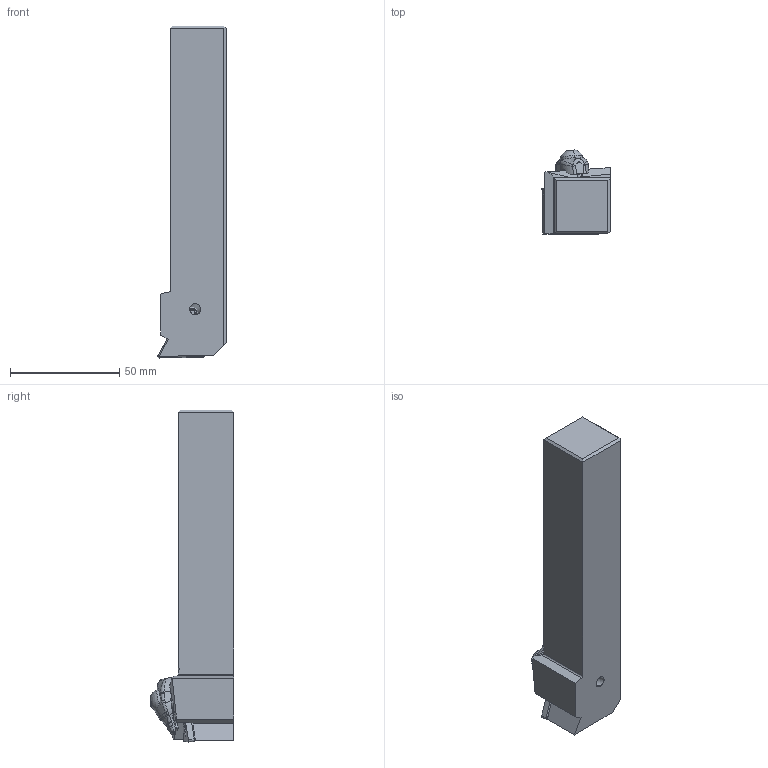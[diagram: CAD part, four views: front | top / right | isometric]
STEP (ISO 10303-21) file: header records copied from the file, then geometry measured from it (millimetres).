
FILE_DESCRIPTION(/* description */ (''),/* implementation_level */ '2;1');
FILE_NAME(/* name */ 'DTFNR-164.stp',/* time_stamp */ '2021-12-22T09:39:13+09:00',/* author */ (''),/* organization */ (''),/* preprocessor_version */ 'ST-DEVELOPER v16',/* originating_system */ 'SIEMENS PLM Software NX 10.0',/* authorisation */ '');
FILE_SCHEMA (('AUTOMOTIVE_DESIGN { 1 0 10303 214 3 1 1 1 }'));
Length unit declared in the file: millimetre
Products named in the file (1): DTFNR-164_ASM
Bounding box: 31.26 x 38.4 x 151.9 mm (x, y, z)
Volume: 101849.2 mm3; surface area: 20537.5 mm2
Topology: 6 solids, 6 shells, 252 faces, 655 edges, 418 vertices
Faces by surface type: cylinder 88, plane 69, bspline 61, cone 15, torus 15, sphere 4
Entity records: 11116 total; most frequent: CARTESIAN_POINT 5087, ORIENTED_EDGE 1302, DIRECTION 1156, EDGE_CURVE 651, AXIS2_PLACEMENT_3D 461, VERTEX_POINT 415, EDGE_LOOP 264, ADVANCED_FACE 252
